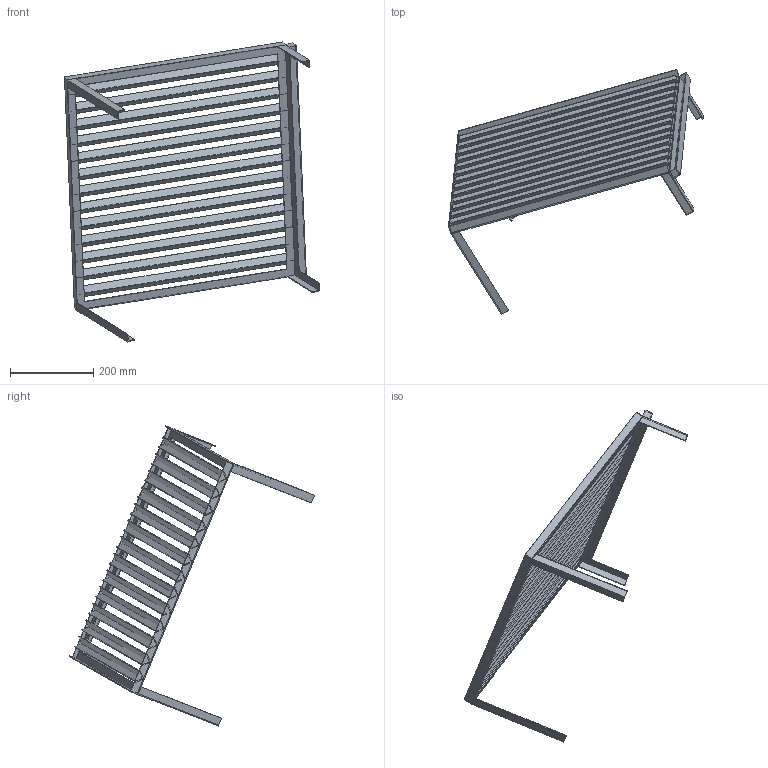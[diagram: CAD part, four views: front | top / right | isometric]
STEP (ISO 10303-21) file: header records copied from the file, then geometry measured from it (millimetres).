
FILE_DESCRIPTION (( 'STEP AP214' ), '1' );
FILE_NAME ('Grelha.STEP', '2021-09-06T16:34:18', ( '' ), ( '' ), 'SwSTEP 2.0', 'SolidWorks 2018', '' );
FILE_SCHEMA (( 'AUTOMOTIVE_DESIGN' ));
Length unit declared in the file: millimetre
Products named in the file (8): PeInfEsq_Grelha; PeInfDir_Grelha; Canaleta_Grelha; Quadrado_Grelha; Grelha; escorredor; PeSupEsq_Grelha; PeSupDir_Grelha
Assembly tree (19 placements, depth 2):
  Grelha
    Canaleta_Grelha  x13
    PeInfDir_Grelha
    PeInfEsq_Grelha
    PeSupDir_Grelha
    PeSupEsq_Grelha
    Quadrado_Grelha
    escorredor
Bounding box: 611.82 x 588.22 x 719.52 mm (x, y, z)
Volume: 811711.7 mm3; surface area: 856972.2 mm2
Topology: 19 solids, 19 shells, 161 faces, 366 edges, 244 vertices
Faces by surface type: plane 161
Entity records: 2234 total; most frequent: CARTESIAN_POINT 337, DIRECTION 324, ORIENTED_EDGE 300, LINE 150, EDGE_CURVE 150, VECTOR 150, VERTEX_POINT 100, AXIS2_PLACEMENT_3D 87
